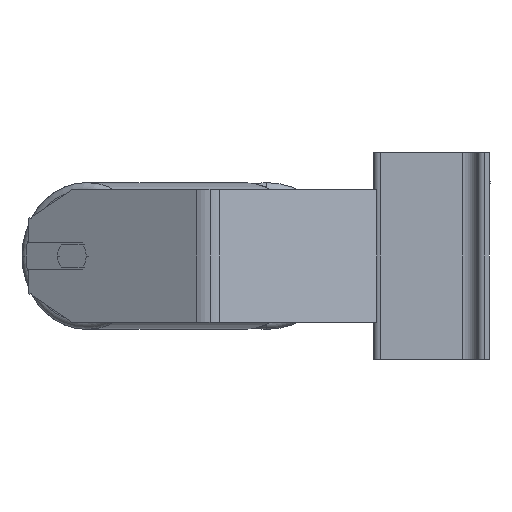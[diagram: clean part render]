
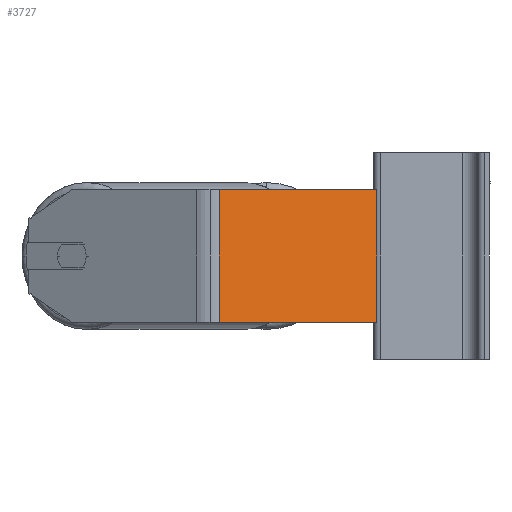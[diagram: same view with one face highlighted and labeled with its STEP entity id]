
A CAD part, left-side view. The second image highlights one B-rep face of the part: STEP entity #3727.
In plain terms, the highlighted planar face has unit normal (-0.94, -0.342, 0).
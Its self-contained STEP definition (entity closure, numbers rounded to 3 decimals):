
#7 = ORIENTED_EDGE ( 'NONE', *, *, #459, .T. ) ;
#319 = CARTESIAN_POINT ( 'NONE',  ( -337.518, 15.948, 40. ) ) ;
#443 = LINE ( 'NONE', #496, #1041 ) ;
#459 = EDGE_CURVE ( 'NONE', #8419, #6554, #1368, .T. ) ;
#496 = CARTESIAN_POINT ( 'NONE',  ( -374.865, 118.56, 40. ) ) ;
#1041 = VECTOR ( 'NONE', #2932, 1000. ) ;
#1084 = ORIENTED_EDGE ( 'NONE', *, *, #3413, .F. ) ;
#1368 = LINE ( 'NONE', #10066, #2367 ) ;
#2174 = CARTESIAN_POINT ( 'NONE',  ( -374.865, 118.56, 40. ) ) ;
#2367 = VECTOR ( 'NONE', #7949, 1000. ) ;
#2481 = DIRECTION ( 'NONE',  ( 0., 0., -1. ) ) ;
#2637 = ORIENTED_EDGE ( 'NONE', *, *, #7275, .T. ) ;
#2932 = DIRECTION ( 'NONE',  ( 0.342, -0.94, 0. ) ) ;
#3413 = EDGE_CURVE ( 'NONE', #5015, #3959, #443, .T. ) ;
#3727 = ADVANCED_FACE ( 'NONE', ( #6170 ), #6375, .F. ) ;
#3869 = CARTESIAN_POINT ( 'NONE',  ( -337.518, 15.948, -40. ) ) ;
#3959 = VERTEX_POINT ( 'NONE', #319 ) ;
#4519 = CARTESIAN_POINT ( 'NONE',  ( -372.314, 111.549, 40. ) ) ;
#4687 = DIRECTION ( 'NONE',  ( 0.94, 0.342, 0. ) ) ;
#4901 = CARTESIAN_POINT ( 'NONE',  ( -337.518, 15.948, 40. ) ) ;
#5015 = VERTEX_POINT ( 'NONE', #4519 ) ;
#5491 = CARTESIAN_POINT ( 'NONE',  ( -372.314, 111.549, -40. ) ) ;
#5721 = LINE ( 'NONE', #4901, #10617 ) ;
#6170 = FACE_OUTER_BOUND ( 'NONE', #10300, .T. ) ;
#6232 = AXIS2_PLACEMENT_3D ( 'NONE', #2174, #4687, #7170 ) ;
#6375 = PLANE ( 'NONE',  #6232 ) ;
#6554 = VERTEX_POINT ( 'NONE', #3869 ) ;
#6957 = VECTOR ( 'NONE', #10489, 1000. ) ;
#7170 = DIRECTION ( 'NONE',  ( -0.342, 0.94, 0. ) ) ;
#7275 = EDGE_CURVE ( 'NONE', #5015, #8419, #10274, .T. ) ;
#7949 = DIRECTION ( 'NONE',  ( 0.342, -0.94, 0. ) ) ;
#8419 = VERTEX_POINT ( 'NONE', #5491 ) ;
#8456 = EDGE_CURVE ( 'NONE', #3959, #6554, #5721, .T. ) ;
#9684 = CARTESIAN_POINT ( 'NONE',  ( -372.314, 111.549, 40. ) ) ;
#10066 = CARTESIAN_POINT ( 'NONE',  ( -374.865, 118.56, -40. ) ) ;
#10274 = LINE ( 'NONE', #9684, #6957 ) ;
#10300 = EDGE_LOOP ( 'NONE', ( #7, #10504, #1084, #2637 ) ) ;
#10489 = DIRECTION ( 'NONE',  ( 0., 0., -1. ) ) ;
#10504 = ORIENTED_EDGE ( 'NONE', *, *, #8456, .F. ) ;
#10617 = VECTOR ( 'NONE', #2481, 1000. ) ;
